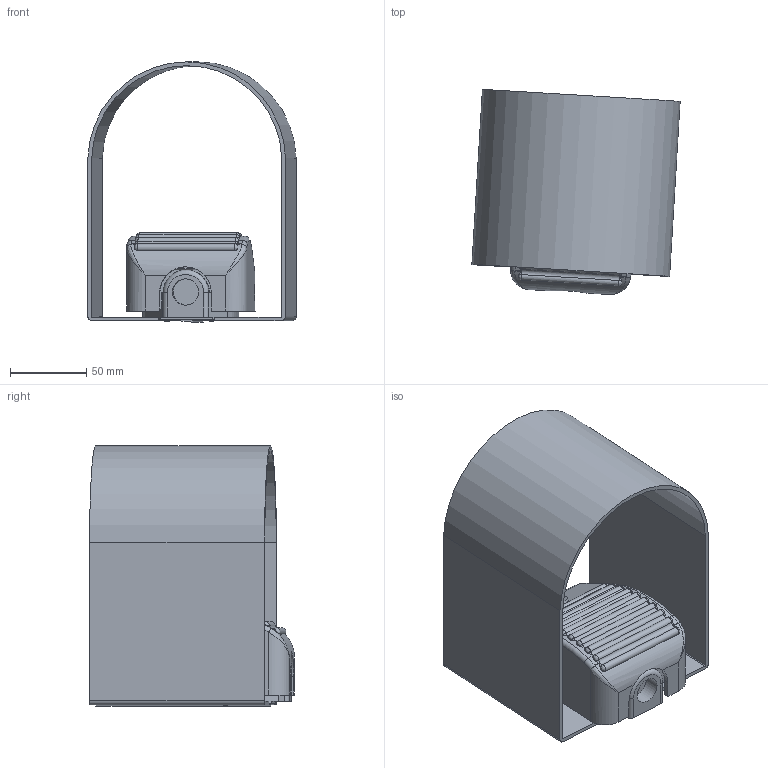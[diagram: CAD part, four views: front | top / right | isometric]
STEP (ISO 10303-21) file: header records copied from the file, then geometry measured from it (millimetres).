
FILE_DESCRIPTION(/* description */ (''),/* implementation_level */ '2;1');
FILE_NAME(/* name */ 'KEFBM_ipt.stp',/* time_stamp */ '2017-11-07T13:39:55+01:00',/* author */ ('thagel'),/* organization */ (''),/* preprocessor_version */ 'ST-DEVELOPER v16.1',/* originating_system */ 'Autodesk Inventor 2016',/* authorisation */ '');
FILE_SCHEMA (('AUTOMOTIVE_DESIGN { 1 0 10303 214 3 1 1 }'));
Length unit declared in the file: centimetre
Products named in the file (1): KEFBM A03.0543.4
Bounding box: 136.69 x 134.41 x 170.76 mm (x, y, z)
Volume: 426618.7 mm3; surface area: 193267.3 mm2
Topology: 1 solids, 6 shells, 637 faces, 1805 edges, 1166 vertices
Faces by surface type: plane 269, cylinder 195, bspline 104, torus 56, cone 11, sphere 2
Full cylindrical faces by diameter (mm): 2.5 x2, 3.242 x2, 4.2 x2, 5.9 x2, 6 x1, 6.1 x4, 10 x1, 17.294 x1, 20 x1, 30 x1
Entity records: 29221 total; most frequent: CARTESIAN_POINT 13436, ORIENTED_EDGE 3500, DIRECTION 3044, EDGE_CURVE 1749, VERTEX_POINT 1145, AXIS2_PLACEMENT_3D 1127, LINE 790, VECTOR 790
